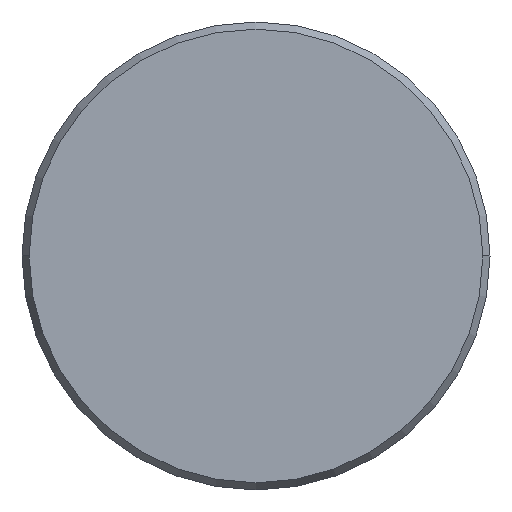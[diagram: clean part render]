
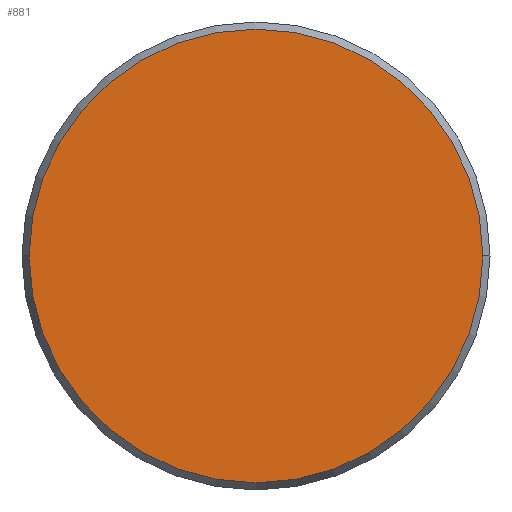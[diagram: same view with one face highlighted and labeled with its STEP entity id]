
A CAD part, top view. The second image highlights one B-rep face of the part: STEP entity #881.
In plain terms, the highlighted planar face has unit normal (0, 0, 1).
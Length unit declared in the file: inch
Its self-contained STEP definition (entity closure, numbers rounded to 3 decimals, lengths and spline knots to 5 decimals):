
#55 = CIRCLE ( 'NONE', #481, 0.47077 ) ;
#139 = CIRCLE ( 'NONE', #1467, 0.47077 ) ;
#247 = DIRECTION ( 'NONE',  ( 0., 0., 1. ) ) ;
#359 = DIRECTION ( 'NONE',  ( 0., 0., 1. ) ) ;
#360 = EDGE_LOOP ( 'NONE', ( #1181, #1065 ) ) ;
#429 = CARTESIAN_POINT ( 'NONE',  ( 0.56683, 0.71153, 1.85568 ) ) ;
#481 = AXIS2_PLACEMENT_3D ( 'NONE', #1662, #359, #766 ) ;
#529 = EDGE_CURVE ( 'NONE', #778, #1491, #139, .T. ) ;
#731 = CARTESIAN_POINT ( 'NONE',  ( 0.56683, 1.20303, 1.85568 ) ) ;
#766 = DIRECTION ( 'NONE',  ( -1., 0., 0. ) ) ;
#778 = VERTEX_POINT ( 'NONE', #1355 ) ;
#878 = FACE_OUTER_BOUND ( 'NONE', #360, .T. ) ;
#881 = ADVANCED_FACE ( 'NONE', ( #878 ), #1265, .F. ) ;
#1065 = ORIENTED_EDGE ( 'NONE', *, *, #529, .T. ) ;
#1084 = CARTESIAN_POINT ( 'NONE',  ( 0.09606, 0.71153, 1.85568 ) ) ;
#1181 = ORIENTED_EDGE ( 'NONE', *, *, #1751, .T. ) ;
#1259 = AXIS2_PLACEMENT_3D ( 'NONE', #731, #2176, #2166 ) ;
#1265 = PLANE ( 'NONE',  #1259 ) ;
#1355 = CARTESIAN_POINT ( 'NONE',  ( 1.0376, 0.71153, 1.85568 ) ) ;
#1467 = AXIS2_PLACEMENT_3D ( 'NONE', #429, #247, #2209 ) ;
#1491 = VERTEX_POINT ( 'NONE', #1084 ) ;
#1662 = CARTESIAN_POINT ( 'NONE',  ( 0.56683, 0.71153, 1.85568 ) ) ;
#1751 = EDGE_CURVE ( 'NONE', #1491, #778, #55, .T. ) ;
#2166 = DIRECTION ( 'NONE',  ( -1., 0., 0. ) ) ;
#2176 = DIRECTION ( 'NONE',  ( 0., 0., -1. ) ) ;
#2209 = DIRECTION ( 'NONE',  ( -1., 0., 0. ) ) ;
